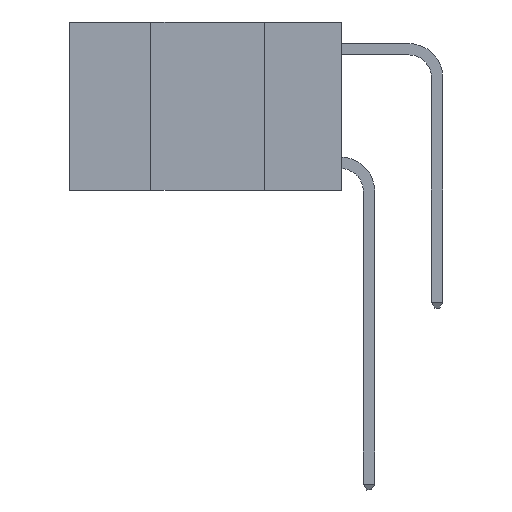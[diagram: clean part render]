
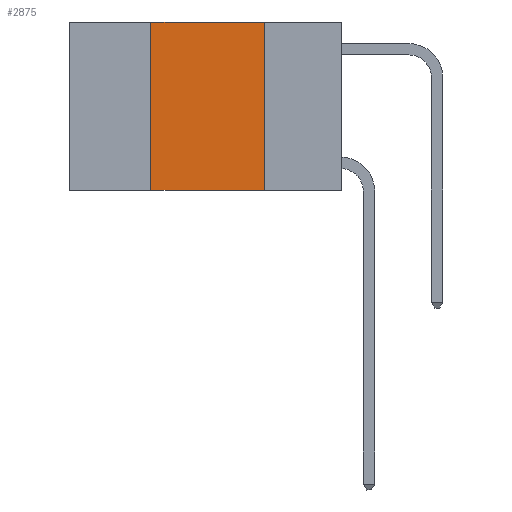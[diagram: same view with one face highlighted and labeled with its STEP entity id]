
A CAD part, left-side view. The second image highlights one B-rep face of the part: STEP entity #2875.
In plain terms, the highlighted planar face has unit normal (-1, 0, 0).
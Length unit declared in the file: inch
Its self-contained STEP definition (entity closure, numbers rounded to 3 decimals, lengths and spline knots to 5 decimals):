
#1612 = FACE_OUTER_BOUND ( 'NONE', #4196, .T. ) ;
#1862 = DIRECTION ( 'NONE',  ( 0., -1., 0. ) ) ;
#1944 = VECTOR ( 'NONE', #9847, 39.37008 ) ;
#2207 = VERTEX_POINT ( 'NONE', #4397 ) ;
#2875 = ADVANCED_FACE ( 'NONE', ( #1612 ), #4575, .F. ) ;
#3051 = EDGE_CURVE ( 'NONE', #7149, #5033, #4596, .T. ) ;
#3978 = CARTESIAN_POINT ( 'NONE',  ( 0., 0.17, 0. ) ) ;
#4196 = EDGE_LOOP ( 'NONE', ( #8151, #6166, #8404, #5890 ) ) ;
#4397 = CARTESIAN_POINT ( 'NONE',  ( 0., 0.17, -0.37 ) ) ;
#4575 = PLANE ( 'NONE',  #11066 ) ;
#4596 = LINE ( 'NONE', #8271, #10721 ) ;
#4607 = DIRECTION ( 'NONE',  ( 0., 0., -1. ) ) ;
#5023 = CARTESIAN_POINT ( 'NONE',  ( 0., 0.6, -0.37 ) ) ;
#5033 = VERTEX_POINT ( 'NONE', #7091 ) ;
#5376 = EDGE_CURVE ( 'NONE', #9577, #2207, #8783, .T. ) ;
#5424 = CARTESIAN_POINT ( 'NONE',  ( 0., 0.6, 0. ) ) ;
#5741 = EDGE_CURVE ( 'NONE', #5033, #9577, #9533, .T. ) ;
#5890 = ORIENTED_EDGE ( 'NONE', *, *, #6805, .T. ) ;
#6166 = ORIENTED_EDGE ( 'NONE', *, *, #5741, .F. ) ;
#6805 = EDGE_CURVE ( 'NONE', #7149, #2207, #8885, .T. ) ;
#7091 = CARTESIAN_POINT ( 'NONE',  ( 0., 0.42, 0. ) ) ;
#7149 = VERTEX_POINT ( 'NONE', #7220 ) ;
#7220 = CARTESIAN_POINT ( 'NONE',  ( 0., 0.42, -0.37 ) ) ;
#7388 = VECTOR ( 'NONE', #1862, 39.37008 ) ;
#8151 = ORIENTED_EDGE ( 'NONE', *, *, #5376, .F. ) ;
#8271 = CARTESIAN_POINT ( 'NONE',  ( 0., 0.42, 0. ) ) ;
#8404 = ORIENTED_EDGE ( 'NONE', *, *, #3051, .F. ) ;
#8717 = CARTESIAN_POINT ( 'NONE',  ( 0., 0.6, 0. ) ) ;
#8783 = LINE ( 'NONE', #3978, #1944 ) ;
#8885 = LINE ( 'NONE', #5023, #10775 ) ;
#9062 = DIRECTION ( 'NONE',  ( 0., 0., 1. ) ) ;
#9229 = DIRECTION ( 'NONE',  ( 0., -1., 0. ) ) ;
#9533 = LINE ( 'NONE', #8717, #7388 ) ;
#9571 = CARTESIAN_POINT ( 'NONE',  ( 0., 0.17, 0. ) ) ;
#9577 = VERTEX_POINT ( 'NONE', #9571 ) ;
#9634 = DIRECTION ( 'NONE',  ( 1., 0., 0. ) ) ;
#9847 = DIRECTION ( 'NONE',  ( 0., 0., -1. ) ) ;
#10721 = VECTOR ( 'NONE', #9062, 39.37008 ) ;
#10775 = VECTOR ( 'NONE', #9229, 39.37008 ) ;
#11066 = AXIS2_PLACEMENT_3D ( 'NONE', #5424, #9634, #4607 ) ;
